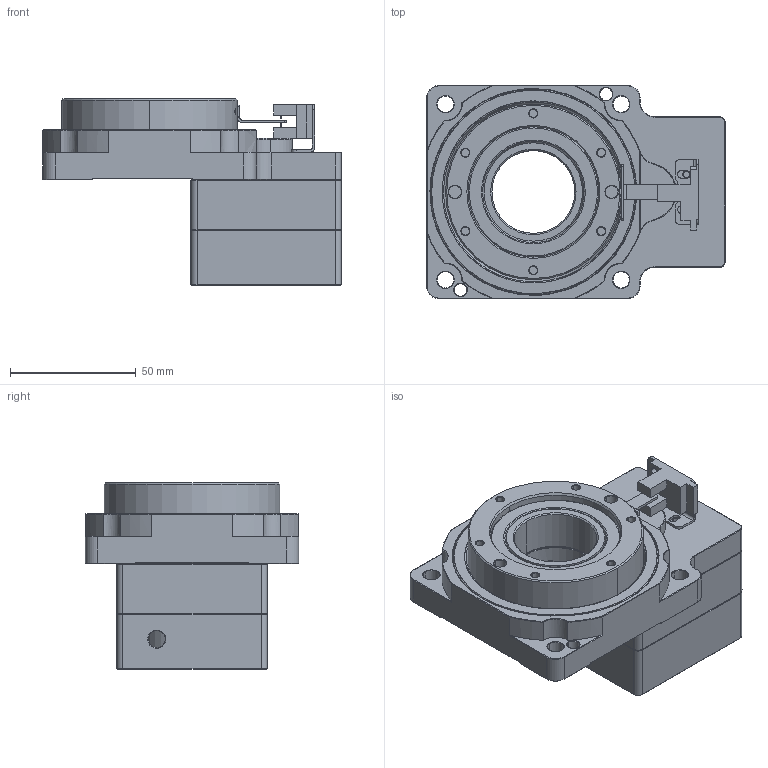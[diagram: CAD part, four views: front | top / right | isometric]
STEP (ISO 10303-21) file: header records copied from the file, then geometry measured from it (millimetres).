
FILE_DESCRIPTION(/* description */ (''),/* implementation_level */ '2;1');
FILE_NAME(/* name */ 'DTN085-05-14-30-50-70-M4.stp',/* time_stamp */ '2021-02-27T16:23:09+08:00',/* author */ (''),/* organization */ (''),/* preprocessor_version */ 'ST-DEVELOPER v16',/* originating_system */ 'SIEMENS PLM Software NX 10.0',/* authorisation */ '');
FILE_SCHEMA (('AUTOMOTIVE_DESIGN { 1 0 10303 214 3 1 1 1 }'));
Products named in the file (1): DTN085-05-14-30-50-70-M4_stp
Bounding box: 119 x 85 x 74.3 mm (x, y, z)
Surface area: 72392.5 mm2 (no closed solid volume)
Topology: 0 solids, 1141 shells, 1293 faces, 5889 edges, 5708 vertices
Faces by surface type: plane 517, cone 388, cylinder 342, torus 46
Entity records: 85044 total; most frequent: CARTESIAN_POINT 23542, DIRECTION 8059, ORIENTED_EDGE 6237, EDGE_CURVE 5841, VERTEX_POINT 5706, AXIS2_PLACEMENT_3D 3063, PRESENTATION_STYLE_ASSIGNMENT 2434, SURFACE_STYLE_USAGE 2434
